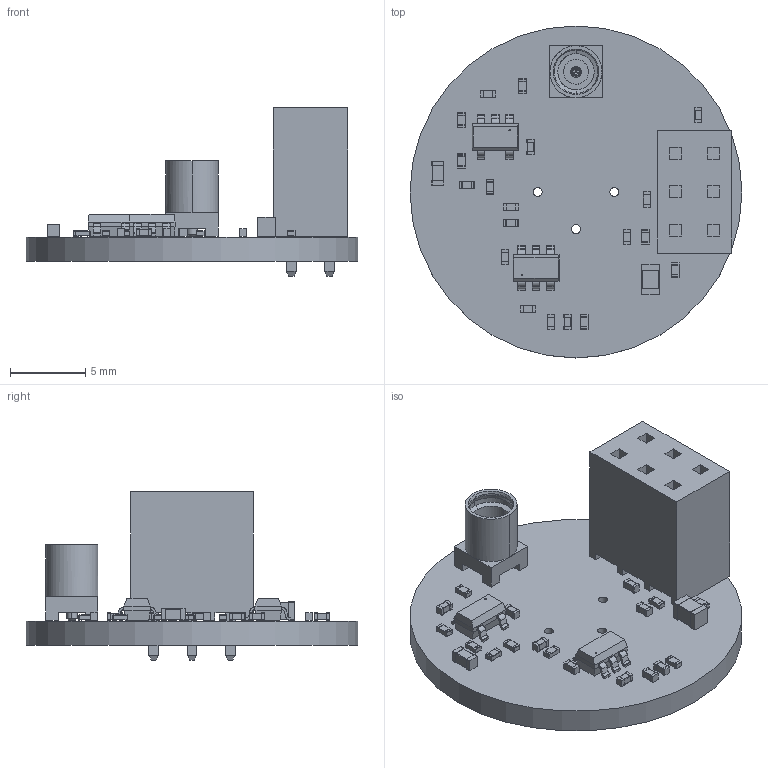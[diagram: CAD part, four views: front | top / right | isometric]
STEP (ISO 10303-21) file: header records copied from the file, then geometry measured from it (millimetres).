
FILE_DESCRIPTION(('KiCad electronic assembly'),'2;1');
FILE_NAME('tia.step','2019-10-31T11:45:15',('An Author'),('A Company'), 'Open CASCADE STEP processor 6.9','KiCad to STEP converter','Unknown' );
FILE_SCHEMA(('AUTOMOTIVE_DESIGN { 1 0 10303 214 1 1 1 1 }'));
Length unit declared in the file: millimetre
Products named in the file (18): Open CASCADE STEP translator 6.9 1; R_0402_1005Metric; SOLID; SSQ-103-01-G-D; COMPOUND; DBV5; DBV6; 73415-2061; L_0603_1608Metric; C_0402_1005Metric; C_0805_2012Metric
Assembly tree (34 placements, depth 3):
  Open CASCADE STEP translator 6.9 1
    R_0402_1005Metric  x9
      SOLID
    SSQ-103-01-G-D
      COMPOUND
    DBV5
      COMPOUND
    DBV6
      COMPOUND
    73415-2061
      COMPOUND
    L_0603_1608Metric
      SOLID
    C_0402_1005Metric  x10
      SOLID
    C_0805_2012Metric
      SOLID
    COMPOUND
Bounding box: 22 x 22 x 11.15 mm (x, y, z)
Volume: 946.6 mm3; surface area: 1690.9 mm2
Topology: 27 solids, 209 shells, 934 faces, 2862 edges, 2215 vertices
Faces by surface type: bspline 922, cylinder 10, plane 2
Full cylindrical faces by diameter (mm): 0.6 x3, 1 x6, 22 x1
Entity records: 34615 total; most frequent: CARTESIAN_POINT 13426, B_SPLINE_CURVE_WITH_KNOTS 3446, ORIENTED_EDGE 2396, PCURVE 2396, DEFINITIONAL_REPRESENTATION 2396, EDGE_CURVE 1650, SURFACE_CURVE 1638, VERTEX_POINT 1395
